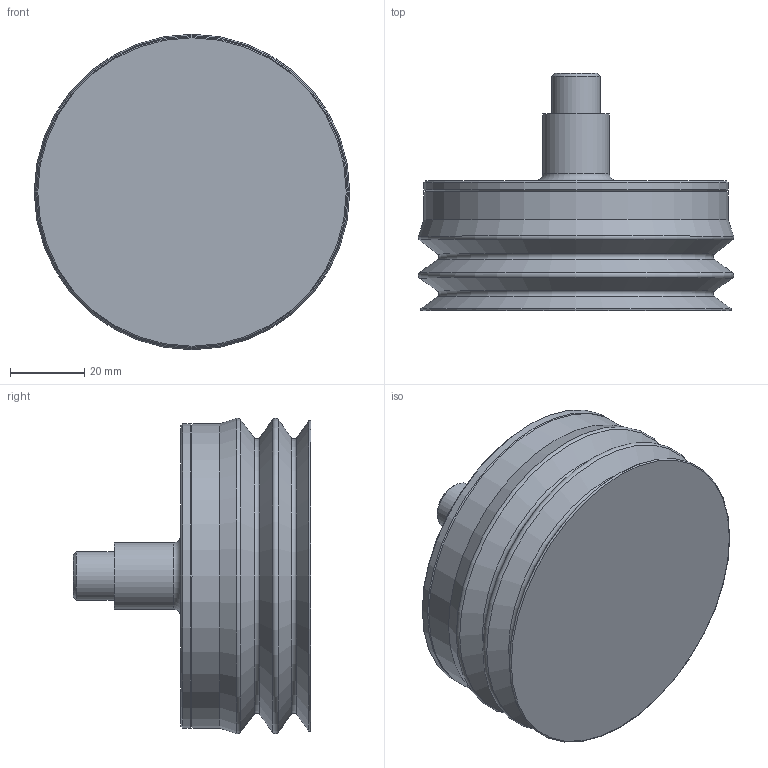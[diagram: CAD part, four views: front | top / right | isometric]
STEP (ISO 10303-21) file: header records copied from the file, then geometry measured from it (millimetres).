
FILE_DESCRIPTION(/* description */ (''),/* implementation_level */ '2;1');
FILE_NAME(/* name */ 'vf85sb_rac27r1-4m.stp',/* time_stamp */ '2020-10-13T13:11:20+02:00',/* author */ ('enginyeria'),/* organization */ (''),/* preprocessor_version */ 'ST-DEVELOPER v17.2',/* originating_system */ 'Autodesk Inventor 2019',/* authorisation */ '');
FILE_SCHEMA (('CONFIG_CONTROL_DESIGN'));
Length unit declared in the file: millimetre
Products named in the file (1): vf85sb_rac27r1-4m
Bounding box: 85.07 x 64 x 85.07 mm (x, y, z)
Volume: 185161.9 mm3; surface area: 23954.2 mm2
Topology: 1 solids, 1 shells, 26 faces, 79 edges, 59 vertices
Faces by surface type: cone 9, plane 6, torus 6, cylinder 5
Full cylindrical faces by diameter (mm): 6 x1, 13.157 x1, 18 x1, 82 x2
Entity records: 1053 total; most frequent: DIRECTION 198, CARTESIAN_POINT 165, ORIENTED_EDGE 158, AXIS2_PLACEMENT_3D 92, EDGE_CURVE 79, CIRCLE 65, VERTEX_POINT 59, EDGE_LOOP 30
